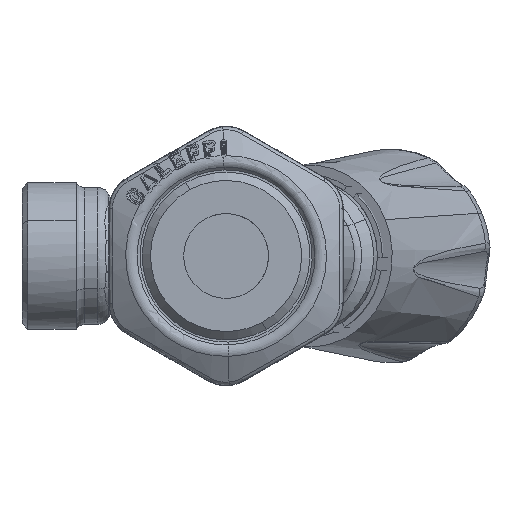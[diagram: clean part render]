
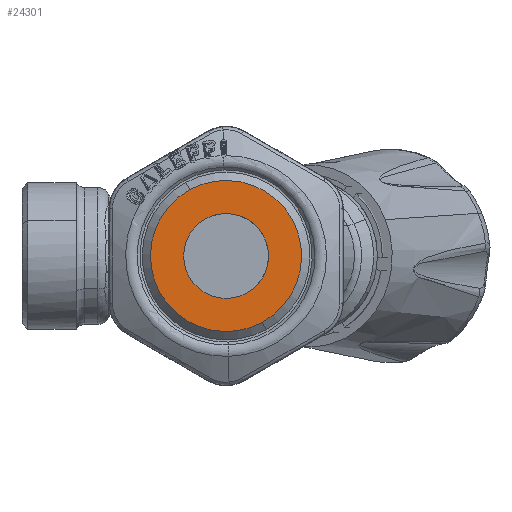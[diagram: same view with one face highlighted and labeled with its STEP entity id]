
A CAD part, front view. The second image highlights one B-rep face of the part: STEP entity #24301.
In plain terms, the highlighted planar face has unit normal (0, 1, 0).
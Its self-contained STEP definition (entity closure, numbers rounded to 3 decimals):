
#24239=CARTESIAN_POINT('Vertex',(6.319,-51.6,10.399)) ;
#24244=CARTESIAN_POINT('Axis2P3D Location',(12.,-51.6,0.)) ;
#24248=CARTESIAN_POINT('Vertex',(17.681,-51.6,-10.399)) ;
#24275=CARTESIAN_POINT('Axis2P3D Location',(12.,-51.6,0.)) ;
#24292=CARTESIAN_POINT('Axis2P3D Location',(12.,-51.6,-13.15)) ;
#24245=DIRECTION('Axis2P3D Direction',(0.,1.,0.)) ;
#24276=DIRECTION('Axis2P3D Direction',(0.,1.,0.)) ;
#24293=DIRECTION('Axis2P3D Direction',(0.,-1.,0.)) ;
#24294=DIRECTION('Axis2P3D XDirection',(1.,0.,0.)) ;
#24246=AXIS2_PLACEMENT_3D('Circle Axis2P3D',#24244,#24245,$) ;
#24277=AXIS2_PLACEMENT_3D('Circle Axis2P3D',#24275,#24276,$) ;
#24295=AXIS2_PLACEMENT_3D('Plane Axis2P3D',#24292,#24293,#24294) ;
#24298=ORIENTED_EDGE('',*,*,#24250,.T.) ;
#24299=ORIENTED_EDGE('',*,*,#24279,.T.) ;
#24301=ADVANCED_FACE('Sheet.6',(#24300),#24296,.F.) ;
#24247=CIRCLE('generated circle',#24246,11.85) ;
#24278=CIRCLE('generated circle',#24277,11.85) ;
#24250=EDGE_CURVE('',#24249,#24240,#24247,.T.) ;
#24279=EDGE_CURVE('',#24240,#24249,#24278,.T.) ;
#24297=EDGE_LOOP('',(#24298,#24299)) ;
#24300=FACE_OUTER_BOUND('',#24297,.T.) ;
#24296=PLANE('',#24295) ;
#24240=VERTEX_POINT('',#24239) ;
#24249=VERTEX_POINT('',#24248) ;
